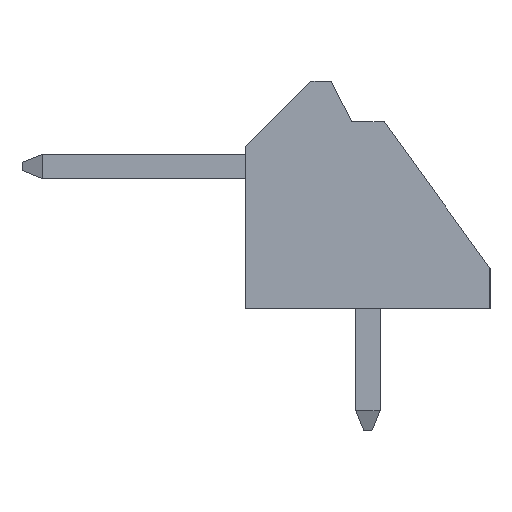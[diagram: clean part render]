
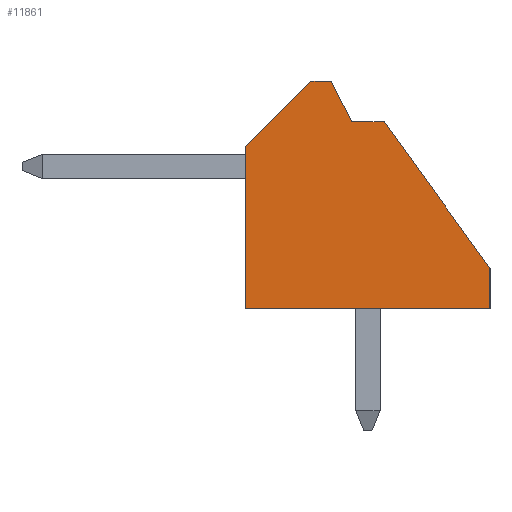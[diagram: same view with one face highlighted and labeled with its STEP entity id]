
A CAD part, left-side view. The second image highlights one B-rep face of the part: STEP entity #11861.
In plain terms, the highlighted planar face has unit normal (-1, 0, 0).
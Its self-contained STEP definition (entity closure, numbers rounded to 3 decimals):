
#11594 = VERTEX_POINT('',#11595);
#11595 = CARTESIAN_POINT('',(-1.25,0.4,4.6));
#11604 = PLANE('',#11605);
#11605 = AXIS2_PLACEMENT_3D('',#11606,#11607,#11608);
#11606 = CARTESIAN_POINT('',(-1.25,0.4,4.6));
#11607 = DIRECTION('',(0.,0.,-1.));
#11608 = DIRECTION('',(0.,-1.,0.));
#11616 = PLANE('',#11617);
#11617 = AXIS2_PLACEMENT_3D('',#11618,#11619,#11620);
#11618 = CARTESIAN_POINT('',(-1.25,0.4,4.6));
#11619 = DIRECTION('',(0.,-0.894,0.447));
#11620 = DIRECTION('',(0.,0.447,0.894));
#11657 = VERTEX_POINT('',#11658);
#11658 = CARTESIAN_POINT('',(-1.25,-0.4,4.6));
#11672 = PLANE('',#11673);
#11673 = AXIS2_PLACEMENT_3D('',#11674,#11675,#11676);
#11674 = CARTESIAN_POINT('',(-1.25,-0.4,4.6));
#11675 = DIRECTION('',(0.,0.811,-0.585));
#11676 = DIRECTION('',(0.,-0.585,-0.811));
#11684 = EDGE_CURVE('',#11594,#11657,#11685,.T.);
#11685 = SURFACE_CURVE('',#11686,(#11690,#11697),.PCURVE_S1.);
#11686 = LINE('',#11687,#11688);
#11687 = CARTESIAN_POINT('',(-1.25,0.4,4.6));
#11688 = VECTOR('',#11689,1.);
#11689 = DIRECTION('',(0.,-1.,0.));
#11690 = PCURVE('',#11604,#11691);
#11691 = DEFINITIONAL_REPRESENTATION('',(#11692),#11696);
#11692 = LINE('',#11693,#11694);
#11693 = CARTESIAN_POINT('',(0.,-0.));
#11694 = VECTOR('',#11695,1.);
#11695 = DIRECTION('',(1.,0.));
#11696 = ( GEOMETRIC_REPRESENTATION_CONTEXT(2) 
PARAMETRIC_REPRESENTATION_CONTEXT() REPRESENTATION_CONTEXT('2D SPACE',''
  ) );
#11697 = PCURVE('',#11698,#11703);
#11698 = PLANE('',#11699);
#11699 = AXIS2_PLACEMENT_3D('',#11700,#11701,#11702);
#11700 = CARTESIAN_POINT('',(-1.25,0.384,2.186));
#11701 = DIRECTION('',(1.,0.,0.));
#11702 = DIRECTION('',(0.,0.,1.));
#11703 = DEFINITIONAL_REPRESENTATION('',(#11704),#11708);
#11704 = LINE('',#11705,#11706);
#11705 = CARTESIAN_POINT('',(2.414,-0.016));
#11706 = VECTOR('',#11707,1.);
#11707 = DIRECTION('',(0.,1.));
#11708 = ( GEOMETRIC_REPRESENTATION_CONTEXT(2) 
PARAMETRIC_REPRESENTATION_CONTEXT() REPRESENTATION_CONTEXT('2D SPACE',''
  ) );
#11738 = VERTEX_POINT('',#11739);
#11739 = CARTESIAN_POINT('',(-1.25,0.9,5.6));
#11753 = PLANE('',#11754);
#11754 = AXIS2_PLACEMENT_3D('',#11755,#11756,#11757);
#11755 = CARTESIAN_POINT('',(-1.25,1.4,5.6));
#11756 = DIRECTION('',(0.,0.,-1.));
#11757 = DIRECTION('',(0.,-1.,0.));
#11765 = EDGE_CURVE('',#11594,#11738,#11766,.T.);
#11766 = SURFACE_CURVE('',#11767,(#11771,#11778),.PCURVE_S1.);
#11767 = LINE('',#11768,#11769);
#11768 = CARTESIAN_POINT('',(-1.25,0.4,4.6));
#11769 = VECTOR('',#11770,1.);
#11770 = DIRECTION('',(0.,0.447,0.894));
#11771 = PCURVE('',#11616,#11772);
#11772 = DEFINITIONAL_REPRESENTATION('',(#11773),#11777);
#11773 = LINE('',#11774,#11775);
#11774 = CARTESIAN_POINT('',(0.,0.));
#11775 = VECTOR('',#11776,1.);
#11776 = DIRECTION('',(1.,0.));
#11777 = ( GEOMETRIC_REPRESENTATION_CONTEXT(2) 
PARAMETRIC_REPRESENTATION_CONTEXT() REPRESENTATION_CONTEXT('2D SPACE',''
  ) );
#11778 = PCURVE('',#11698,#11779);
#11779 = DEFINITIONAL_REPRESENTATION('',(#11780),#11784);
#11780 = LINE('',#11781,#11782);
#11781 = CARTESIAN_POINT('',(2.414,-0.016));
#11782 = VECTOR('',#11783,1.);
#11783 = DIRECTION('',(0.894,-0.447));
#11784 = ( GEOMETRIC_REPRESENTATION_CONTEXT(2) 
PARAMETRIC_REPRESENTATION_CONTEXT() REPRESENTATION_CONTEXT('2D SPACE',''
  ) );
#11814 = VERTEX_POINT('',#11815);
#11815 = CARTESIAN_POINT('',(-1.25,-3.,1.));
#11829 = PLANE('',#11830);
#11830 = AXIS2_PLACEMENT_3D('',#11831,#11832,#11833);
#11831 = CARTESIAN_POINT('',(-1.25,-3.,1.));
#11832 = DIRECTION('',(0.,1.,0.));
#11833 = DIRECTION('',(0.,0.,-1.));
#11841 = EDGE_CURVE('',#11657,#11814,#11842,.T.);
#11842 = SURFACE_CURVE('',#11843,(#11847,#11854),.PCURVE_S1.);
#11843 = LINE('',#11844,#11845);
#11844 = CARTESIAN_POINT('',(-1.25,-0.4,4.6));
#11845 = VECTOR('',#11846,1.);
#11846 = DIRECTION('',(0.,-0.585,-0.811));
#11847 = PCURVE('',#11672,#11848);
#11848 = DEFINITIONAL_REPRESENTATION('',(#11849),#11853);
#11849 = LINE('',#11850,#11851);
#11850 = CARTESIAN_POINT('',(0.,0.));
#11851 = VECTOR('',#11852,1.);
#11852 = DIRECTION('',(1.,0.));
#11853 = ( GEOMETRIC_REPRESENTATION_CONTEXT(2) 
PARAMETRIC_REPRESENTATION_CONTEXT() REPRESENTATION_CONTEXT('2D SPACE',''
  ) );
#11854 = PCURVE('',#11698,#11855);
#11855 = DEFINITIONAL_REPRESENTATION('',(#11856),#11860);
#11856 = LINE('',#11857,#11858);
#11857 = CARTESIAN_POINT('',(2.414,0.784));
#11858 = VECTOR('',#11859,1.);
#11859 = DIRECTION('',(-0.811,0.585));
#11860 = ( GEOMETRIC_REPRESENTATION_CONTEXT(2) 
PARAMETRIC_REPRESENTATION_CONTEXT() REPRESENTATION_CONTEXT('2D SPACE',''
  ) );
#11861 = ADVANCED_FACE('',(#11862),#11698,.F.);
#11862 = FACE_BOUND('',#11863,.F.);
#11863 = EDGE_LOOP('',(#11864,#11865,#11866,#11889,#11917,#11945,#11973,
    #11994));
#11864 = ORIENTED_EDGE('',*,*,#11684,.T.);
#11865 = ORIENTED_EDGE('',*,*,#11841,.T.);
#11866 = ORIENTED_EDGE('',*,*,#11867,.T.);
#11867 = EDGE_CURVE('',#11814,#11868,#11870,.T.);
#11868 = VERTEX_POINT('',#11869);
#11869 = CARTESIAN_POINT('',(-1.25,-3.,0.));
#11870 = SURFACE_CURVE('',#11871,(#11875,#11882),.PCURVE_S1.);
#11871 = LINE('',#11872,#11873);
#11872 = CARTESIAN_POINT('',(-1.25,-3.,1.));
#11873 = VECTOR('',#11874,1.);
#11874 = DIRECTION('',(0.,0.,-1.));
#11875 = PCURVE('',#11698,#11876);
#11876 = DEFINITIONAL_REPRESENTATION('',(#11877),#11881);
#11877 = LINE('',#11878,#11879);
#11878 = CARTESIAN_POINT('',(-1.186,3.384));
#11879 = VECTOR('',#11880,1.);
#11880 = DIRECTION('',(-1.,0.));
#11881 = ( GEOMETRIC_REPRESENTATION_CONTEXT(2) 
PARAMETRIC_REPRESENTATION_CONTEXT() REPRESENTATION_CONTEXT('2D SPACE',''
  ) );
#11882 = PCURVE('',#11829,#11883);
#11883 = DEFINITIONAL_REPRESENTATION('',(#11884),#11888);
#11884 = LINE('',#11885,#11886);
#11885 = CARTESIAN_POINT('',(0.,0.));
#11886 = VECTOR('',#11887,1.);
#11887 = DIRECTION('',(1.,0.));
#11888 = ( GEOMETRIC_REPRESENTATION_CONTEXT(2) 
PARAMETRIC_REPRESENTATION_CONTEXT() REPRESENTATION_CONTEXT('2D SPACE',''
  ) );
#11889 = ORIENTED_EDGE('',*,*,#11890,.T.);
#11890 = EDGE_CURVE('',#11868,#11891,#11893,.T.);
#11891 = VERTEX_POINT('',#11892);
#11892 = CARTESIAN_POINT('',(-1.25,3.,0.));
#11893 = SURFACE_CURVE('',#11894,(#11898,#11905),.PCURVE_S1.);
#11894 = LINE('',#11895,#11896);
#11895 = CARTESIAN_POINT('',(-1.25,-3.,0.));
#11896 = VECTOR('',#11897,1.);
#11897 = DIRECTION('',(0.,1.,0.));
#11898 = PCURVE('',#11698,#11899);
#11899 = DEFINITIONAL_REPRESENTATION('',(#11900),#11904);
#11900 = LINE('',#11901,#11902);
#11901 = CARTESIAN_POINT('',(-2.186,3.384));
#11902 = VECTOR('',#11903,1.);
#11903 = DIRECTION('',(0.,-1.));
#11904 = ( GEOMETRIC_REPRESENTATION_CONTEXT(2) 
PARAMETRIC_REPRESENTATION_CONTEXT() REPRESENTATION_CONTEXT('2D SPACE',''
  ) );
#11905 = PCURVE('',#11906,#11911);
#11906 = PLANE('',#11907);
#11907 = AXIS2_PLACEMENT_3D('',#11908,#11909,#11910);
#11908 = CARTESIAN_POINT('',(-1.25,-3.,0.));
#11909 = DIRECTION('',(0.,0.,1.));
#11910 = DIRECTION('',(0.,1.,0.));
#11911 = DEFINITIONAL_REPRESENTATION('',(#11912),#11916);
#11912 = LINE('',#11913,#11914);
#11913 = CARTESIAN_POINT('',(0.,0.));
#11914 = VECTOR('',#11915,1.);
#11915 = DIRECTION('',(1.,0.));
#11916 = ( GEOMETRIC_REPRESENTATION_CONTEXT(2) 
PARAMETRIC_REPRESENTATION_CONTEXT() REPRESENTATION_CONTEXT('2D SPACE',''
  ) );
#11917 = ORIENTED_EDGE('',*,*,#11918,.T.);
#11918 = EDGE_CURVE('',#11891,#11919,#11921,.T.);
#11919 = VERTEX_POINT('',#11920);
#11920 = CARTESIAN_POINT('',(-1.25,3.,4.));
#11921 = SURFACE_CURVE('',#11922,(#11926,#11933),.PCURVE_S1.);
#11922 = LINE('',#11923,#11924);
#11923 = CARTESIAN_POINT('',(-1.25,3.,0.));
#11924 = VECTOR('',#11925,1.);
#11925 = DIRECTION('',(0.,0.,1.));
#11926 = PCURVE('',#11698,#11927);
#11927 = DEFINITIONAL_REPRESENTATION('',(#11928),#11932);
#11928 = LINE('',#11929,#11930);
#11929 = CARTESIAN_POINT('',(-2.186,-2.616));
#11930 = VECTOR('',#11931,1.);
#11931 = DIRECTION('',(1.,0.));
#11932 = ( GEOMETRIC_REPRESENTATION_CONTEXT(2) 
PARAMETRIC_REPRESENTATION_CONTEXT() REPRESENTATION_CONTEXT('2D SPACE',''
  ) );
#11933 = PCURVE('',#11934,#11939);
#11934 = PLANE('',#11935);
#11935 = AXIS2_PLACEMENT_3D('',#11936,#11937,#11938);
#11936 = CARTESIAN_POINT('',(-1.25,3.,0.));
#11937 = DIRECTION('',(0.,-1.,0.));
#11938 = DIRECTION('',(0.,0.,1.));
#11939 = DEFINITIONAL_REPRESENTATION('',(#11940),#11944);
#11940 = LINE('',#11941,#11942);
#11941 = CARTESIAN_POINT('',(0.,0.));
#11942 = VECTOR('',#11943,1.);
#11943 = DIRECTION('',(1.,0.));
#11944 = ( GEOMETRIC_REPRESENTATION_CONTEXT(2) 
PARAMETRIC_REPRESENTATION_CONTEXT() REPRESENTATION_CONTEXT('2D SPACE',''
  ) );
#11945 = ORIENTED_EDGE('',*,*,#11946,.F.);
#11946 = EDGE_CURVE('',#11947,#11919,#11949,.T.);
#11947 = VERTEX_POINT('',#11948);
#11948 = CARTESIAN_POINT('',(-1.25,1.4,5.6));
#11949 = SURFACE_CURVE('',#11950,(#11954,#11961),.PCURVE_S1.);
#11950 = LINE('',#11951,#11952);
#11951 = CARTESIAN_POINT('',(-1.25,1.4,5.6));
#11952 = VECTOR('',#11953,1.);
#11953 = DIRECTION('',(0.,0.707,-0.707));
#11954 = PCURVE('',#11698,#11955);
#11955 = DEFINITIONAL_REPRESENTATION('',(#11956),#11960);
#11956 = LINE('',#11957,#11958);
#11957 = CARTESIAN_POINT('',(3.414,-1.016));
#11958 = VECTOR('',#11959,1.);
#11959 = DIRECTION('',(-0.707,-0.707));
#11960 = ( GEOMETRIC_REPRESENTATION_CONTEXT(2) 
PARAMETRIC_REPRESENTATION_CONTEXT() REPRESENTATION_CONTEXT('2D SPACE',''
  ) );
#11961 = PCURVE('',#11962,#11967);
#11962 = PLANE('',#11963);
#11963 = AXIS2_PLACEMENT_3D('',#11964,#11965,#11966);
#11964 = CARTESIAN_POINT('',(-1.25,1.4,5.6));
#11965 = DIRECTION('',(0.,0.707,0.707));
#11966 = DIRECTION('',(0.,0.707,-0.707));
#11967 = DEFINITIONAL_REPRESENTATION('',(#11968),#11972);
#11968 = LINE('',#11969,#11970);
#11969 = CARTESIAN_POINT('',(0.,0.));
#11970 = VECTOR('',#11971,1.);
#11971 = DIRECTION('',(1.,0.));
#11972 = ( GEOMETRIC_REPRESENTATION_CONTEXT(2) 
PARAMETRIC_REPRESENTATION_CONTEXT() REPRESENTATION_CONTEXT('2D SPACE',''
  ) );
#11973 = ORIENTED_EDGE('',*,*,#11974,.T.);
#11974 = EDGE_CURVE('',#11947,#11738,#11975,.T.);
#11975 = SURFACE_CURVE('',#11976,(#11980,#11987),.PCURVE_S1.);
#11976 = LINE('',#11977,#11978);
#11977 = CARTESIAN_POINT('',(-1.25,1.4,5.6));
#11978 = VECTOR('',#11979,1.);
#11979 = DIRECTION('',(0.,-1.,0.));
#11980 = PCURVE('',#11698,#11981);
#11981 = DEFINITIONAL_REPRESENTATION('',(#11982),#11986);
#11982 = LINE('',#11983,#11984);
#11983 = CARTESIAN_POINT('',(3.414,-1.016));
#11984 = VECTOR('',#11985,1.);
#11985 = DIRECTION('',(0.,1.));
#11986 = ( GEOMETRIC_REPRESENTATION_CONTEXT(2) 
PARAMETRIC_REPRESENTATION_CONTEXT() REPRESENTATION_CONTEXT('2D SPACE',''
  ) );
#11987 = PCURVE('',#11753,#11988);
#11988 = DEFINITIONAL_REPRESENTATION('',(#11989),#11993);
#11989 = LINE('',#11990,#11991);
#11990 = CARTESIAN_POINT('',(0.,-0.));
#11991 = VECTOR('',#11992,1.);
#11992 = DIRECTION('',(1.,0.));
#11993 = ( GEOMETRIC_REPRESENTATION_CONTEXT(2) 
PARAMETRIC_REPRESENTATION_CONTEXT() REPRESENTATION_CONTEXT('2D SPACE',''
  ) );
#11994 = ORIENTED_EDGE('',*,*,#11765,.F.);
